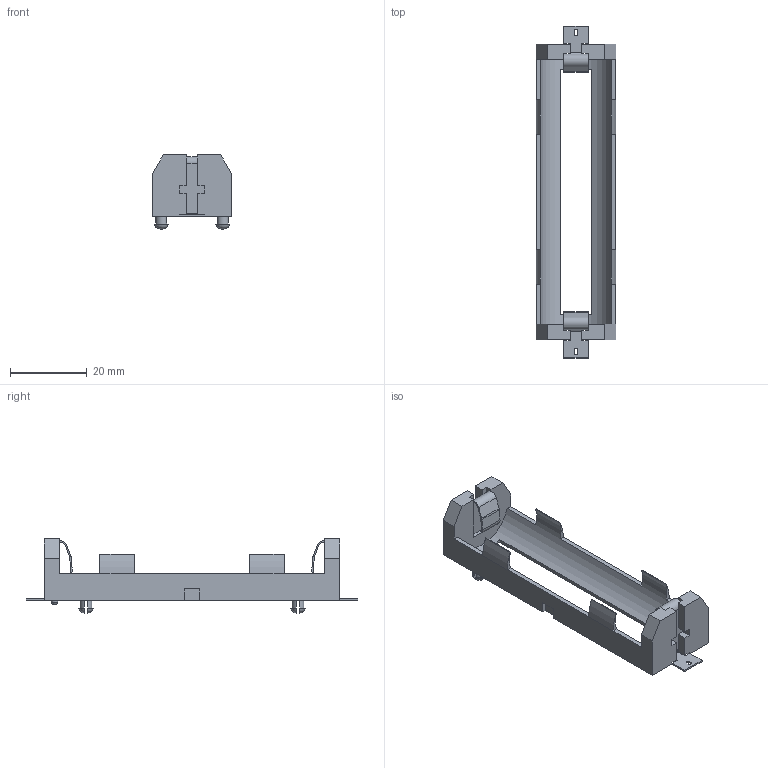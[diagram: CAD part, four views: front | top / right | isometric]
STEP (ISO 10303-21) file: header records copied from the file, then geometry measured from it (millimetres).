
FILE_DESCRIPTION(('STEP AP214'), '1');
FILE_NAME('Hold_18650-1p_smd', '', ('UNSPECIFIED'), ('UNSPECIFIED'), 'C3D Converter', 'C3D Toolkit', '');
FILE_SCHEMA(('AUTOMOTIVE_DESIGN { 1 0 10303 214 3 1 1}'));
Length unit declared in the file: millimetre
Assembly tree (3 placements, depth 2):
  (unnamed)
    (unnamed)  x2
    (unnamed)
Bounding box: 20.8 x 86.44 x 19.29 mm (x, y, z)
Volume: 5627 mm3; surface area: 6505.5 mm2
Topology: 3 solids, 3 shells, 209 faces, 519 edges, 321 vertices
Faces by surface type: plane 174, cylinder 30, torus 5
Full cylindrical faces by diameter (mm): 1.6 x1
Entity records: 5290 total; most frequent: CARTESIAN_POINT 1243, ORIENTED_EDGE 810, DIRECTION 784, EDGE_CURVE 405, LINE 344, VECTOR 344, VERTEX_POINT 257, AXIS2_PLACEMENT_3D 220
